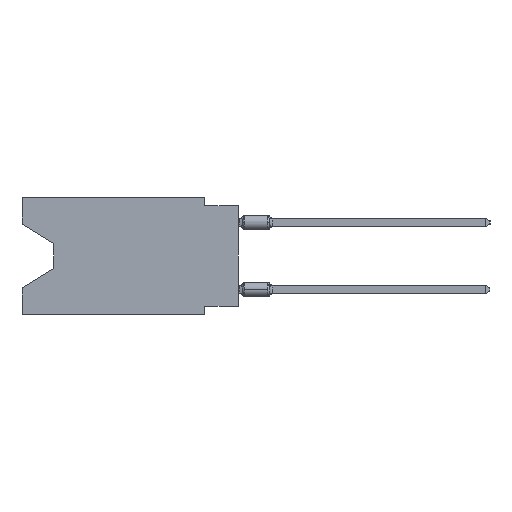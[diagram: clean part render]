
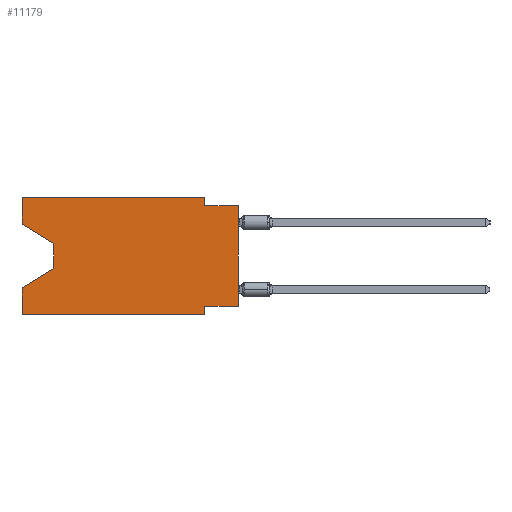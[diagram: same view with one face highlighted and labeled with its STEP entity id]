
A CAD part, left-side view. The second image highlights one B-rep face of the part: STEP entity #11179.
In plain terms, the highlighted planar face has unit normal (-1, 0, 0).
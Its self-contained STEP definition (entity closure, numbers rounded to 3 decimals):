
#2 = VERTEX_POINT ( 'NONE', #27356 ) ;
#97 = VERTEX_POINT ( 'NONE', #17820 ) ;
#1015 = EDGE_CURVE ( 'NONE', #30042, #97, #30489, .T. ) ;
#1472 = VERTEX_POINT ( 'NONE', #12771 ) ;
#2433 = VECTOR ( 'NONE', #12638, 1000. ) ;
#2648 = VECTOR ( 'NONE', #7057, 1000. ) ;
#3448 = CARTESIAN_POINT ( 'NONE',  ( 0., 16.383, 0. ) ) ;
#4259 = ORIENTED_EDGE ( 'NONE', *, *, #1015, .F. ) ;
#4891 = CARTESIAN_POINT ( 'NONE',  ( 0., 0., 0. ) ) ;
#5286 = ORIENTED_EDGE ( 'NONE', *, *, #26410, .F. ) ;
#6147 = DIRECTION ( 'NONE',  ( 0., 0., -1. ) ) ;
#6408 = ORIENTED_EDGE ( 'NONE', *, *, #23194, .F. ) ;
#7057 = DIRECTION ( 'NONE',  ( 0., 0., -1. ) ) ;
#7162 = VERTEX_POINT ( 'NONE', #23894 ) ;
#7303 = LINE ( 'NONE', #14447, #23586 ) ;
#7332 = VERTEX_POINT ( 'NONE', #19811 ) ;
#8214 = CARTESIAN_POINT ( 'NONE',  ( 0., 2.54, -0.635 ) ) ;
#9226 = EDGE_CURVE ( 'NONE', #7332, #20303, #28202, .T. ) ;
#9681 = EDGE_CURVE ( 'NONE', #2, #30122, #21975, .T. ) ;
#10019 = VERTEX_POINT ( 'NONE', #8214 ) ;
#10414 = CARTESIAN_POINT ( 'NONE',  ( 0., 0., -0.635 ) ) ;
#10934 = LINE ( 'NONE', #21302, #27513 ) ;
#11127 = LINE ( 'NONE', #18445, #14415 ) ;
#11179 = ADVANCED_FACE ( 'NONE', ( #21637 ), #28514, .F. ) ;
#11194 = VECTOR ( 'NONE', #17554, 1000. ) ;
#11679 = CARTESIAN_POINT ( 'NONE',  ( 0., 2.54, -8.255 ) ) ;
#12009 = ORIENTED_EDGE ( 'NONE', *, *, #9226, .T. ) ;
#12303 = LINE ( 'NONE', #10414, #16705 ) ;
#12638 = DIRECTION ( 'NONE',  ( 0., -1., 0. ) ) ;
#12771 = CARTESIAN_POINT ( 'NONE',  ( 0., 16.383, -6.852 ) ) ;
#13066 = EDGE_LOOP ( 'NONE', ( #31828, #22740, #21036, #25319, #19367, #5286, #21914, #12009, #30107, #6408, #4259, #25041 ) ) ;
#13653 = DIRECTION ( 'NONE',  ( 0., 0., 1. ) ) ;
#13901 = CARTESIAN_POINT ( 'NONE',  ( 0., 16.383, -2.038 ) ) ;
#14328 = CARTESIAN_POINT ( 'NONE',  ( 0., 16.383, -8.89 ) ) ;
#14415 = VECTOR ( 'NONE', #15894, 1000. ) ;
#14447 = CARTESIAN_POINT ( 'NONE',  ( 0., 0., -8.255 ) ) ;
#14470 = CARTESIAN_POINT ( 'NONE',  ( 0., 2.54, 0. ) ) ;
#15055 = CARTESIAN_POINT ( 'NONE',  ( 0., 2.54, -8.89 ) ) ;
#15352 = CARTESIAN_POINT ( 'NONE',  ( 0., 16.383, 0. ) ) ;
#15894 = DIRECTION ( 'NONE',  ( 0., 0., 1. ) ) ;
#16268 = VERTEX_POINT ( 'NONE', #13901 ) ;
#16705 = VECTOR ( 'NONE', #20785, 1000. ) ;
#16741 = CARTESIAN_POINT ( 'NONE',  ( 0., 2.54, -8.89 ) ) ;
#16996 = VECTOR ( 'NONE', #33626, 1000. ) ;
#17258 = EDGE_CURVE ( 'NONE', #7332, #25205, #7303, .T. ) ;
#17263 = LINE ( 'NONE', #15055, #2648 ) ;
#17483 = DIRECTION ( 'NONE',  ( 0., 0., 1. ) ) ;
#17554 = DIRECTION ( 'NONE',  ( 0., 0., -1. ) ) ;
#17820 = CARTESIAN_POINT ( 'NONE',  ( 0., 2.54, 0. ) ) ;
#17838 = VERTEX_POINT ( 'NONE', #28851 ) ;
#18311 = EDGE_CURVE ( 'NONE', #2, #1472, #11127, .T. ) ;
#18445 = CARTESIAN_POINT ( 'NONE',  ( 0., 16.383, 0. ) ) ;
#19363 = AXIS2_PLACEMENT_3D ( 'NONE', #3448, #29461, #23566 ) ;
#19367 = ORIENTED_EDGE ( 'NONE', *, *, #9681, .T. ) ;
#19811 = CARTESIAN_POINT ( 'NONE',  ( 0., 0., -8.255 ) ) ;
#20303 = VERTEX_POINT ( 'NONE', #20426 ) ;
#20426 = CARTESIAN_POINT ( 'NONE',  ( 0., 0., -0.635 ) ) ;
#20785 = DIRECTION ( 'NONE',  ( 0., -1., 0. ) ) ;
#21036 = ORIENTED_EDGE ( 'NONE', *, *, #21721, .T. ) ;
#21302 = CARTESIAN_POINT ( 'NONE',  ( 0., 16.383, 0. ) ) ;
#21637 = FACE_OUTER_BOUND ( 'NONE', #13066, .T. ) ;
#21721 = EDGE_CURVE ( 'NONE', #17838, #1472, #25632, .T. ) ;
#21914 = ORIENTED_EDGE ( 'NONE', *, *, #17258, .F. ) ;
#21975 = LINE ( 'NONE', #14328, #24171 ) ;
#22203 = DIRECTION ( 'NONE',  ( 0., -0.855, -0.519 ) ) ;
#22472 = CARTESIAN_POINT ( 'NONE',  ( 0., 13.97, -3.505 ) ) ;
#22740 = ORIENTED_EDGE ( 'NONE', *, *, #32993, .T. ) ;
#22984 = EDGE_CURVE ( 'NONE', #10019, #20303, #12303, .T. ) ;
#23194 = EDGE_CURVE ( 'NONE', #97, #10019, #32497, .T. ) ;
#23566 = DIRECTION ( 'NONE',  ( 0., 0., -1. ) ) ;
#23586 = VECTOR ( 'NONE', #27200, 1000. ) ;
#23894 = CARTESIAN_POINT ( 'NONE',  ( 0., 13.97, -3.505 ) ) ;
#24171 = VECTOR ( 'NONE', #32029, 1000. ) ;
#25041 = ORIENTED_EDGE ( 'NONE', *, *, #32813, .F. ) ;
#25205 = VERTEX_POINT ( 'NONE', #11679 ) ;
#25225 = CARTESIAN_POINT ( 'NONE',  ( 0., 16.383, 0. ) ) ;
#25319 = ORIENTED_EDGE ( 'NONE', *, *, #18311, .F. ) ;
#25632 = LINE ( 'NONE', #28200, #16996 ) ;
#26410 = EDGE_CURVE ( 'NONE', #25205, #30122, #17263, .T. ) ;
#27056 = VECTOR ( 'NONE', #6147, 1000. ) ;
#27200 = DIRECTION ( 'NONE',  ( 0., 1., 0. ) ) ;
#27356 = CARTESIAN_POINT ( 'NONE',  ( 0., 16.383, -8.89 ) ) ;
#27513 = VECTOR ( 'NONE', #13653, 1000. ) ;
#27593 = LINE ( 'NONE', #22472, #11194 ) ;
#27658 = LINE ( 'NONE', #29865, #29702 ) ;
#28200 = CARTESIAN_POINT ( 'NONE',  ( 0., 13.97, -5.385 ) ) ;
#28202 = LINE ( 'NONE', #4891, #31227 ) ;
#28514 = PLANE ( 'NONE',  #19363 ) ;
#28851 = CARTESIAN_POINT ( 'NONE',  ( 0., 13.97, -5.385 ) ) ;
#29232 = EDGE_CURVE ( 'NONE', #16268, #7162, #27658, .T. ) ;
#29461 = DIRECTION ( 'NONE',  ( 1., 0., 0. ) ) ;
#29702 = VECTOR ( 'NONE', #22203, 1000. ) ;
#29865 = CARTESIAN_POINT ( 'NONE',  ( 0., 16.383, -2.038 ) ) ;
#30042 = VERTEX_POINT ( 'NONE', #25225 ) ;
#30107 = ORIENTED_EDGE ( 'NONE', *, *, #22984, .F. ) ;
#30122 = VERTEX_POINT ( 'NONE', #16741 ) ;
#30489 = LINE ( 'NONE', #15352, #2433 ) ;
#31227 = VECTOR ( 'NONE', #17483, 1000. ) ;
#31828 = ORIENTED_EDGE ( 'NONE', *, *, #29232, .T. ) ;
#32029 = DIRECTION ( 'NONE',  ( 0., -1., 0. ) ) ;
#32497 = LINE ( 'NONE', #14470, #27056 ) ;
#32813 = EDGE_CURVE ( 'NONE', #16268, #30042, #10934, .T. ) ;
#32993 = EDGE_CURVE ( 'NONE', #7162, #17838, #27593, .T. ) ;
#33626 = DIRECTION ( 'NONE',  ( 0., 0.855, -0.519 ) ) ;
